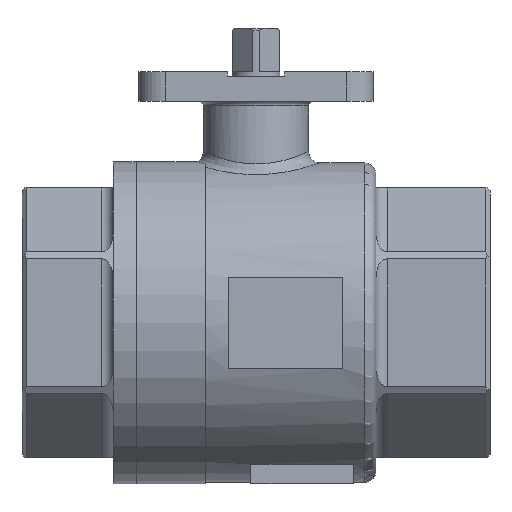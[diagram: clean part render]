
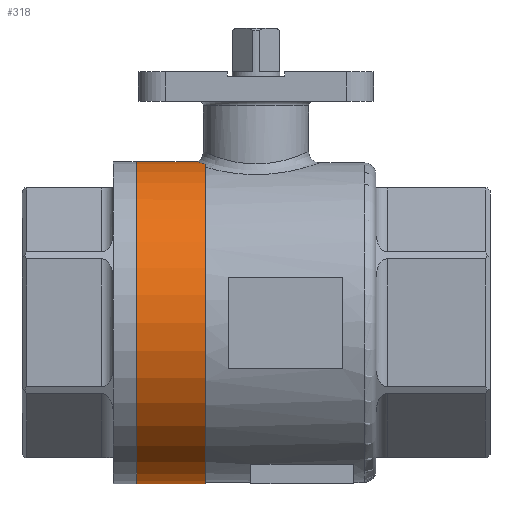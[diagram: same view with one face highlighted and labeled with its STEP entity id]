
A CAD part, left-side view. The second image highlights one B-rep face of the part: STEP entity #318.
In plain terms, the highlighted cylindrical face has radius 70.5 mm (diameter 141 mm), a full revolution.
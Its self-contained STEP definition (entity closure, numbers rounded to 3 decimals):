
#318 = ADVANCED_FACE( '', ( #714, #715 ), #716, .T. );
#714 = FACE_OUTER_BOUND( '', #2285, .T. );
#715 = FACE_OUTER_BOUND( '', #2286, .T. );
#716 = CYLINDRICAL_SURFACE( '', #2287, 70.5 );
#2285 = EDGE_LOOP( '', ( #3178, #3179 ) );
#2286 = EDGE_LOOP( '', ( #3180 ) );
#2287 = AXIS2_PLACEMENT_3D( '', #3181, #3182, #3183 );
#3178 = ORIENTED_EDGE( '', *, *, #3885, .F. );
#3179 = ORIENTED_EDGE( '', *, *, #3867, .T. );
#3180 = ORIENTED_EDGE( '', *, *, #3886, .T. );
#3181 = CARTESIAN_POINT( '', ( 0., -60., 0. ) );
#3182 = DIRECTION( '', ( 0., 1., 0. ) );
#3183 = DIRECTION( '', ( 0., 0., -1. ) );
#3867 = EDGE_CURVE( '', #4495, #4497, #4499, .T. );
#3885 = EDGE_CURVE( '', #4495, #4497, #4520, .T. );
#3886 = EDGE_CURVE( '', #4521, #4521, #4522, .T. );
#4495 = VERTEX_POINT( '', #5804 );
#4497 = VERTEX_POINT( '', #5816 );
#4499 = B_SPLINE_CURVE_WITH_KNOTS( '', 3, ( #5827, #5828, #5829, #5830, #5831, #5832, #5833, #5834, #5835, #5836, #5837, #5838, #5839, #5840, #5841, #5842, #5843, #5844, #5845, #5846, #5847, #5848, #5849, #5850, #5851, #5852, #5853, #5854, #5855, #5856, #5857, #5858, #5859, #5860, #5861, #5862, #5863, #5864, #5865, #5866, #5867, #5868, #5869, #5870, #5871, #5872, #5873, #5874 ), .UNSPECIFIED., .F., .F., ( 4, 1, 1, 2, 2, 2, 1, 2, 2, 1, 2, 1, 2, 2, 2, 2, 2, 1, 1, 2, 2, 1, 2, 2, 2, 1, 1, 2, 4 ), ( 0.008, 0.01, 0.012, 0.013, 0.015, 0.016, 0.016, 0.016, 0.016, 0.017, 0.018, 0.02, 0.021, 0.023, 0.024, 0.024, 0.024, 0.024, 0.025, 0.026, 0.028, 0.03, 0.031, 0.032, 0.032, 0.032, 0.032, 0.033, 0.034 ), .UNSPECIFIED. );
#4520 = CIRCLE( '', #5900, 70.5 );
#4521 = VERTEX_POINT( '', #5901 );
#4522 = CIRCLE( '', #5902, 70.5 );
#5804 = CARTESIAN_POINT( '', ( -12.3, 124.75, 69.419 ) );
#5816 = CARTESIAN_POINT( '', ( 12.3, 124.75, 69.419 ) );
#5827 = CARTESIAN_POINT( '', ( -12.3, 124.75, 69.419 ) );
#5828 = CARTESIAN_POINT( '', ( -11.841, 125.037, 69.5 ) );
#5829 = CARTESIAN_POINT( '', ( -10.907, 125.578, 69.656 ) );
#5830 = CARTESIAN_POINT( '', ( -9.462, 126.29, 69.867 ) );
#5831 = CARTESIAN_POINT( '', ( -8.47, 126.697, 69.991 ) );
#5832 = CARTESIAN_POINT( '', ( -7.462, 127.071, 70.106 ) );
#5833 = CARTESIAN_POINT( '', ( -6.95, 127.241, 70.159 ) );
#5834 = CARTESIAN_POINT( '', ( -6.171, 127.47, 70.23 ) );
#5835 = CARTESIAN_POINT( '', ( -5.909, 127.542, 70.252 ) );
#5836 = CARTESIAN_POINT( '', ( -5.514, 127.643, 70.284 ) );
#5837 = CARTESIAN_POINT( '', ( -5.315, 127.691, 70.3 ) );
#5838 = CARTESIAN_POINT( '', ( -5.115, 127.738, 70.314 ) );
#5839 = CARTESIAN_POINT( '', ( -5.015, 127.761, 70.321 ) );
#5840 = CARTESIAN_POINT( '', ( -4.982, 127.768, 70.324 ) );
#5841 = CARTESIAN_POINT( '', ( -4.915, 127.783, 70.328 ) );
#5842 = CARTESIAN_POINT( '', ( -4.348, 127.908, 70.368 ) );
#5843 = CARTESIAN_POINT( '', ( -3.78, 128.01, 70.401 ) );
#5844 = CARTESIAN_POINT( '', ( -2.708, 128.165, 70.45 ) );
#5845 = CARTESIAN_POINT( '', ( -1.634, 128.281, 70.487 ) );
#5846 = CARTESIAN_POINT( '', ( -0.556, 128.32, 70.5 ) );
#5847 = CARTESIAN_POINT( '', ( 0.524, 128.321, 70.5 ) );
#5848 = CARTESIAN_POINT( '', ( 1.065, 128.302, 70.494 ) );
#5849 = CARTESIAN_POINT( '', ( 1.878, 128.244, 70.475 ) );
#5850 = CARTESIAN_POINT( '', ( 2.149, 128.22, 70.468 ) );
#5851 = CARTESIAN_POINT( '', ( 2.557, 128.177, 70.454 ) );
#5852 = CARTESIAN_POINT( '', ( 2.692, 128.161, 70.449 ) );
#5853 = CARTESIAN_POINT( '', ( 2.862, 128.139, 70.442 ) );
#5854 = CARTESIAN_POINT( '', ( 2.896, 128.135, 70.44 ) );
#5855 = CARTESIAN_POINT( '', ( 2.964, 128.126, 70.438 ) );
#5856 = CARTESIAN_POINT( '', ( 3.066, 128.113, 70.433 ) );
#5857 = CARTESIAN_POINT( '', ( 3.71, 128.023, 70.405 ) );
#5858 = CARTESIAN_POINT( '', ( 4.312, 127.914, 70.37 ) );
#5859 = CARTESIAN_POINT( '', ( 5.37, 127.684, 70.297 ) );
#5860 = CARTESIAN_POINT( '', ( 5.893, 127.551, 70.255 ) );
#5861 = CARTESIAN_POINT( '', ( 6.928, 127.248, 70.161 ) );
#5862 = CARTESIAN_POINT( '', ( 7.951, 126.909, 70.056 ) );
#5863 = CARTESIAN_POINT( '', ( 8.952, 126.5, 69.931 ) );
#5864 = CARTESIAN_POINT( '', ( 9.57, 126.221, 69.848 ) );
#5865 = CARTESIAN_POINT( '', ( 9.693, 126.164, 69.831 ) );
#5866 = CARTESIAN_POINT( '', ( 9.847, 126.092, 69.809 ) );
#5867 = CARTESIAN_POINT( '', ( 9.878, 126.077, 69.805 ) );
#5868 = CARTESIAN_POINT( '', ( 9.939, 126.048, 69.796 ) );
#5869 = CARTESIAN_POINT( '', ( 10.031, 126.004, 69.783 ) );
#5870 = CARTESIAN_POINT( '', ( 10.367, 125.841, 69.734 ) );
#5871 = CARTESIAN_POINT( '', ( 10.667, 125.686, 69.689 ) );
#5872 = CARTESIAN_POINT( '', ( 11.381, 125.304, 69.577 ) );
#5873 = CARTESIAN_POINT( '', ( 11.846, 125.034, 69.499 ) );
#5874 = CARTESIAN_POINT( '', ( 12.3, 124.75, 69.419 ) );
#5900 = AXIS2_PLACEMENT_3D( '', #6444, #6445, #6446 );
#5901 = CARTESIAN_POINT( '', ( 0., 154.75, -70.5 ) );
#5902 = AXIS2_PLACEMENT_3D( '', #6447, #6448, #6449 );
#6444 = CARTESIAN_POINT( '', ( 0., 124.75, 0. ) );
#6445 = DIRECTION( '', ( 0., -1., 0. ) );
#6446 = DIRECTION( '', ( 0., 0., -1. ) );
#6447 = CARTESIAN_POINT( '', ( 0., 154.75, 0. ) );
#6448 = DIRECTION( '', ( 0., -1., 0. ) );
#6449 = DIRECTION( '', ( 0., 0., -1. ) );
